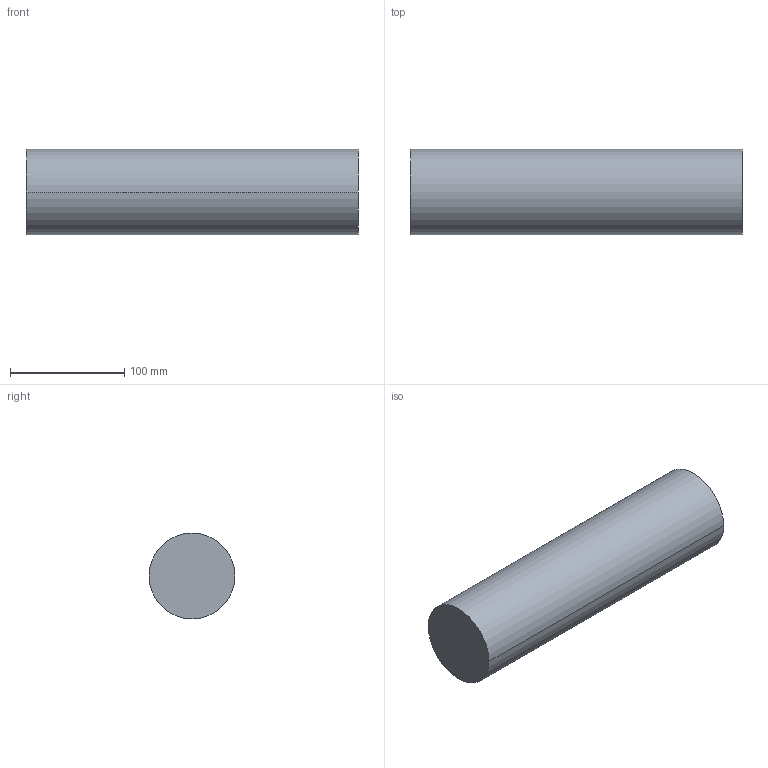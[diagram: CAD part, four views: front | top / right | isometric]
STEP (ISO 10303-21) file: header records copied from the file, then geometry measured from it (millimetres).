
FILE_DESCRIPTION(('CATIA V5 STEP Exchange'),'2;1');
FILE_NAME('Axis4_inlay.stp','2024-08-04T13:32:38+00:00',('none'),('none'),'CATIA Version 5 Release 21 GA (IN-10)','CATIA V5 STEP AP203','none');
FILE_SCHEMA(('CONFIG_CONTROL_DESIGN'));
Length unit declared in the file: millimetre
Products named in the file (1): Axis4
Bounding box: 290 x 75 x 75 mm (x, y, z)
Volume: 1281180.8 mm3; surface area: 77165.4 mm2
Topology: 1 solids, 1 shells, 4 faces, 8 edges, 7 vertices
Faces by surface type: plane 2, cylinder 2
Entity records: 147 total; most frequent: CARTESIAN_POINT 20, DIRECTION 14, ORIENTED_EDGE 12, AXIS2_PLACEMENT_3D 10, CIRCLE 6, EDGE_CURVE 6, ADVANCED_FACE 4, CC_DESIGN_PERSON_AND_ORGANIZATION_ASSIGNMENT 4
